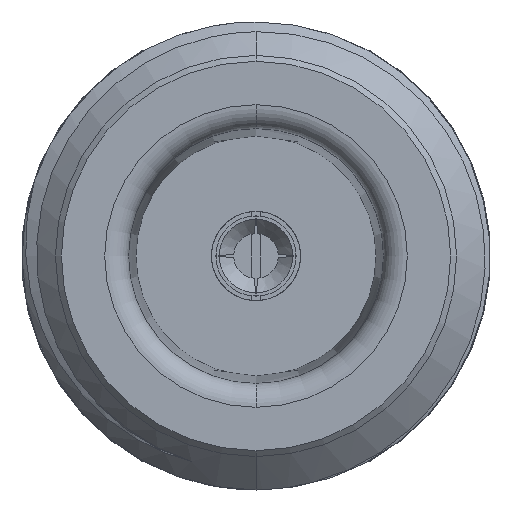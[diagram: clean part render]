
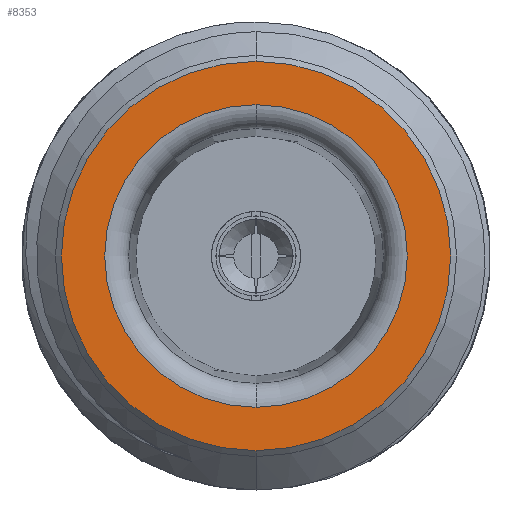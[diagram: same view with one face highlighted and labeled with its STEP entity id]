
A CAD part, left-side view. The second image highlights one B-rep face of the part: STEP entity #8353.
In plain terms, the highlighted planar face has unit normal (-1, 0, 0).
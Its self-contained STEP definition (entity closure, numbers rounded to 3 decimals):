
#260 = CARTESIAN_POINT ( 'NONE',  ( -23.491, 6.338, -0.768 ) ) ;
#329 = ORIENTED_EDGE ( 'NONE', *, *, #10072, .T. ) ;
#566 = DIRECTION ( 'NONE',  ( 0., 0., 1. ) ) ;
#872 = EDGE_CURVE ( 'NONE', #3057, #8824, #2024, .T. ) ;
#1145 = DIRECTION ( 'NONE',  ( 0., 0., 1. ) ) ;
#1184 = CIRCLE ( 'NONE', #9499, 6.55 ) ;
#1450 = CARTESIAN_POINT ( 'NONE',  ( -23.491, 6.338, 10.873 ) ) ;
#1780 = FACE_OUTER_BOUND ( 'NONE', #4816, .T. ) ;
#1943 = CARTESIAN_POINT ( 'NONE',  ( -23.491, 6.338, 5.782 ) ) ;
#2024 = CIRCLE ( 'NONE', #6809, 6.55 ) ;
#2187 = VERTEX_POINT ( 'NONE', #7072 ) ;
#2443 = VERTEX_POINT ( 'NONE', #1450 ) ;
#2972 = DIRECTION ( 'NONE',  ( 1., 0., 0. ) ) ;
#3057 = VERTEX_POINT ( 'NONE', #9723 ) ;
#3383 = FACE_BOUND ( 'NONE', #5769, .T. ) ;
#3779 = DIRECTION ( 'NONE',  ( -1., 0., 0. ) ) ;
#4321 = DIRECTION ( 'NONE',  ( -1., 0., 0. ) ) ;
#4523 = CARTESIAN_POINT ( 'NONE',  ( -23.491, 6.338, 5.782 ) ) ;
#4816 = EDGE_LOOP ( 'NONE', ( #329, #6423 ) ) ;
#5153 = PLANE ( 'NONE',  #9665 ) ;
#5229 = DIRECTION ( 'NONE',  ( 0., 0., 1. ) ) ;
#5769 = EDGE_LOOP ( 'NONE', ( #10510, #10944 ) ) ;
#6297 = AXIS2_PLACEMENT_3D ( 'NONE', #6849, #10220, #5229 ) ;
#6423 = ORIENTED_EDGE ( 'NONE', *, *, #872, .T. ) ;
#6537 = CARTESIAN_POINT ( 'NONE',  ( -23.491, 6.338, 5.782 ) ) ;
#6809 = AXIS2_PLACEMENT_3D ( 'NONE', #1943, #3779, #10420 ) ;
#6849 = CARTESIAN_POINT ( 'NONE',  ( -23.491, 6.338, 5.782 ) ) ;
#7072 = CARTESIAN_POINT ( 'NONE',  ( -23.491, 6.338, 0.69 ) ) ;
#7192 = CIRCLE ( 'NONE', #6297, 5.091 ) ;
#7547 = DIRECTION ( 'NONE',  ( -1., 0., 0. ) ) ;
#8138 = EDGE_CURVE ( 'NONE', #2187, #2443, #7192, .T. ) ;
#8181 = CIRCLE ( 'NONE', #8710, 5.091 ) ;
#8353 = ADVANCED_FACE ( 'NONE', ( #3383, #1780 ), #5153, .T. ) ;
#8550 = CARTESIAN_POINT ( 'NONE',  ( -23.491, 13.088, 5.782 ) ) ;
#8710 = AXIS2_PLACEMENT_3D ( 'NONE', #4523, #2972, #1145 ) ;
#8824 = VERTEX_POINT ( 'NONE', #260 ) ;
#9314 = DIRECTION ( 'NONE',  ( 0., 0., 1. ) ) ;
#9499 = AXIS2_PLACEMENT_3D ( 'NONE', #6537, #7547, #566 ) ;
#9665 = AXIS2_PLACEMENT_3D ( 'NONE', #8550, #4321, #9314 ) ;
#9723 = CARTESIAN_POINT ( 'NONE',  ( -23.491, 6.338, 12.332 ) ) ;
#10072 = EDGE_CURVE ( 'NONE', #8824, #3057, #1184, .T. ) ;
#10220 = DIRECTION ( 'NONE',  ( 1., 0., 0. ) ) ;
#10420 = DIRECTION ( 'NONE',  ( 0., 0., 1. ) ) ;
#10510 = ORIENTED_EDGE ( 'NONE', *, *, #10647, .T. ) ;
#10647 = EDGE_CURVE ( 'NONE', #2443, #2187, #8181, .T. ) ;
#10944 = ORIENTED_EDGE ( 'NONE', *, *, #8138, .T. ) ;
